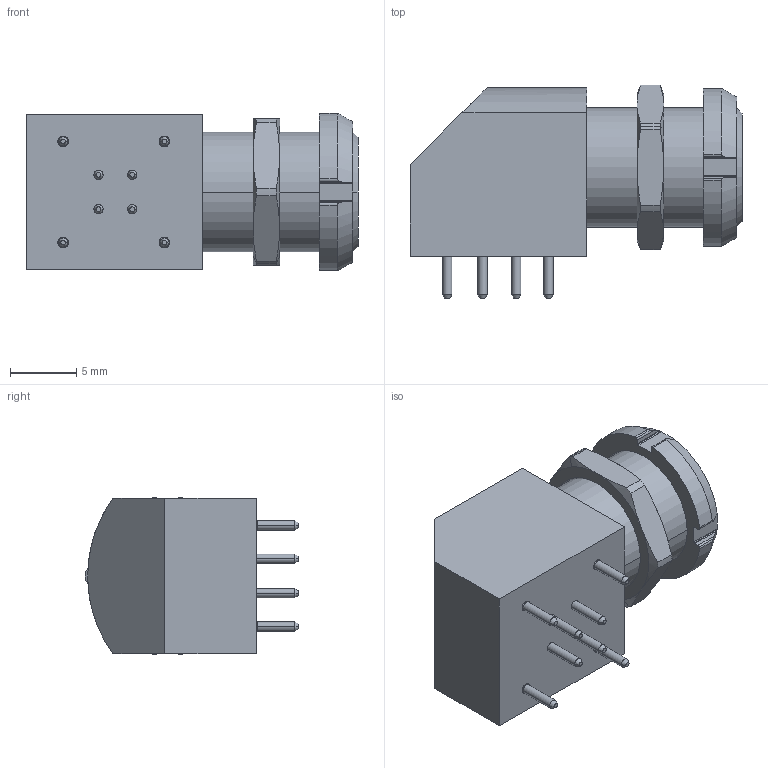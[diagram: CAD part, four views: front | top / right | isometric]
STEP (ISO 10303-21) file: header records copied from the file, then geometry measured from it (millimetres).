
FILE_DESCRIPTION(('STEP AP242'),'1');
FILE_NAME('exg_0b_304_hln.stp','2022-10-07T09:40:07',('TraceParts'),('TraceParts S.A.'),'Spatial InterOp 3D',' ',' ');
FILE_SCHEMA(('AP242_MANAGED_MODEL_BASED_3D_ENGINEERING_MIM_LF {1 0 10303 442 1 1 4}'));
Length unit declared in the file: millimetre
Products named in the file (1): exg_0b_304_hln_1
Bounding box: 25 x 16.1 x 11.84 mm (x, y, z)
Volume: 2680.2 mm3; surface area: 1669.9 mm2
Topology: 3 solids, 3 shells, 159 faces, 383 edges, 239 vertices
Faces by surface type: cylinder 68, cone 54, plane 37
Entity records: 5464 total; most frequent: CARTESIAN_POINT 1264, DIRECTION 794, ORIENTED_EDGE 766, EDGE_CURVE 383, AXIS2_PLACEMENT_3D 321, VERTEX_POINT 239, EDGE_LOOP 172, ADVANCED_FACE 159
